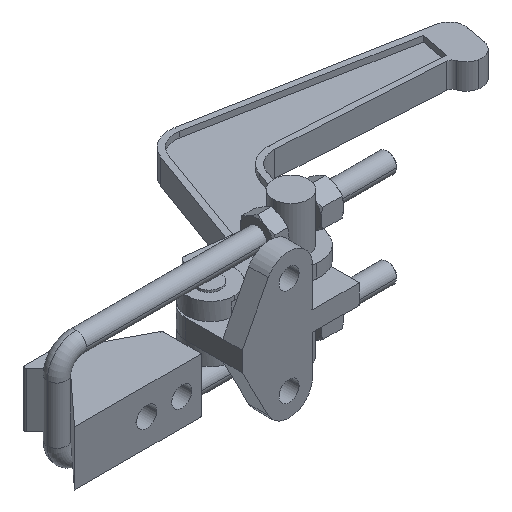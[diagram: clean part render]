
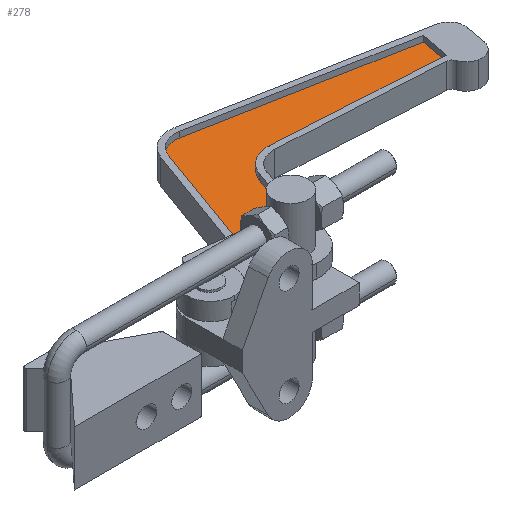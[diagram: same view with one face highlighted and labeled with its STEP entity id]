
A CAD part, isometric view. The second image highlights one B-rep face of the part: STEP entity #278.
In plain terms, the highlighted planar face has unit normal (0, 0, 1).
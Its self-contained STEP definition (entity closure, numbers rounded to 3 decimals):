
#278 = ADVANCED_FACE( '', ( #577 ), #578, .T. );
#577 = FACE_OUTER_BOUND( '', #1057, .T. );
#578 = PLANE( '', #1058 );
#1057 = EDGE_LOOP( '', ( #1876, #1877, #1878, #1879, #1880, #1881, #1882, #1883 ) );
#1058 = AXIS2_PLACEMENT_3D( '', #1884, #1885, #1886 );
#1876 = ORIENTED_EDGE( '', *, *, #3381, .T. );
#1877 = ORIENTED_EDGE( '', *, *, #3385, .T. );
#1878 = ORIENTED_EDGE( '', *, *, #3388, .T. );
#1879 = ORIENTED_EDGE( '', *, *, #3391, .T. );
#1880 = ORIENTED_EDGE( '', *, *, #3394, .T. );
#1881 = ORIENTED_EDGE( '', *, *, #3397, .T. );
#1882 = ORIENTED_EDGE( '', *, *, #3400, .T. );
#1883 = ORIENTED_EDGE( '', *, *, #3403, .T. );
#1884 = CARTESIAN_POINT( '', ( 0., 0., 3.5 ) );
#1885 = DIRECTION( '', ( 0., 0., 1. ) );
#1886 = DIRECTION( '', ( 1., 0., 0. ) );
#3381 = EDGE_CURVE( '', #4062, #4063, #4064, .T. );
#3385 = EDGE_CURVE( '', #4063, #4070, #4071, .T. );
#3388 = EDGE_CURVE( '', #4070, #4075, #4076, .T. );
#3391 = EDGE_CURVE( '', #4075, #4080, #4081, .T. );
#3394 = EDGE_CURVE( '', #4080, #4085, #4086, .T. );
#3397 = EDGE_CURVE( '', #4085, #4090, #4091, .T. );
#3400 = EDGE_CURVE( '', #4090, #4095, #4096, .T. );
#3403 = EDGE_CURVE( '', #4095, #4062, #4100, .T. );
#4062 = VERTEX_POINT( '', #5078 );
#4063 = VERTEX_POINT( '', #5079 );
#4064 = LINE( '', #5080, #5081 );
#4070 = VERTEX_POINT( '', #5090 );
#4071 = CIRCLE( '', #5091, 15. );
#4075 = VERTEX_POINT( '', #5096 );
#4076 = LINE( '', #5097, #5098 );
#4080 = VERTEX_POINT( '', #5104 );
#4081 = LINE( '', #5105, #5106 );
#4085 = VERTEX_POINT( '', #5112 );
#4086 = LINE( '', #5113, #5114 );
#4090 = VERTEX_POINT( '', #5120 );
#4091 = CIRCLE( '', #5121, 12. );
#4095 = VERTEX_POINT( '', #5126 );
#4096 = LINE( '', #5127, #5128 );
#4100 = LINE( '', #5134, #5135 );
#5078 = CARTESIAN_POINT( '', ( 72.304, 47.699, 3.5 ) );
#5079 = CARTESIAN_POINT( '', ( 81.372, 72.613, 3.5 ) );
#5080 = CARTESIAN_POINT( '', ( 72.304, 47.699, 3.5 ) );
#5081 = VECTOR( '', #7198, 1. );
#5090 = CARTESIAN_POINT( '', ( 96.37, 82.456, 3.5 ) );
#5091 = AXIS2_PLACEMENT_3D( '', #7202, #7203, #7204 );
#5096 = CARTESIAN_POINT( '', ( 181.949, 77.297, 3.5 ) );
#5097 = CARTESIAN_POINT( '', ( 96.37, 82.456, 3.5 ) );
#5098 = VECTOR( '', #7209, 1. );
#5104 = CARTESIAN_POINT( '', ( 184.721, 92.014, 3.5 ) );
#5105 = CARTESIAN_POINT( '', ( 181.949, 77.297, 3.5 ) );
#5106 = VECTOR( '', #7212, 1. );
#5112 = CARTESIAN_POINT( '', ( 79.727, 111.793, 3.5 ) );
#5113 = CARTESIAN_POINT( '', ( 184.721, 92.014, 3.5 ) );
#5114 = VECTOR( '', #7215, 1. );
#5120 = CARTESIAN_POINT( '', ( 66.229, 104.104, 3.5 ) );
#5121 = AXIS2_PLACEMENT_3D( '', #7218, #7219, #7220 );
#5126 = CARTESIAN_POINT( '', ( 46.828, 50.799, 3.5 ) );
#5127 = CARTESIAN_POINT( '', ( 66.229, 104.104, 3.5 ) );
#5128 = VECTOR( '', #7225, 1. );
#5134 = CARTESIAN_POINT( '', ( 46.828, 50.799, 3.5 ) );
#5135 = VECTOR( '', #7228, 1. );
#7198 = DIRECTION( '', ( 0.342, 0.94, 0. ) );
#7202 = CARTESIAN_POINT( '', ( 95.467, 67.483, 3.5 ) );
#7203 = DIRECTION( '', ( 0., 0., -1. ) );
#7204 = DIRECTION( '', ( -0.94, 0.342, 0. ) );
#7209 = DIRECTION( '', ( 0.998, -0.06, 0. ) );
#7212 = DIRECTION( '', ( 0.185, 0.983, 0. ) );
#7215 = DIRECTION( '', ( -0.983, 0.185, 0. ) );
#7218 = CARTESIAN_POINT( '', ( 77.506, 100., 3.5 ) );
#7219 = DIRECTION( '', ( 0., 0., 1. ) );
#7220 = DIRECTION( '', ( 0.185, 0.983, 0. ) );
#7225 = DIRECTION( '', ( -0.342, -0.94, 0. ) );
#7228 = DIRECTION( '', ( 0.993, -0.121, 0. ) );
